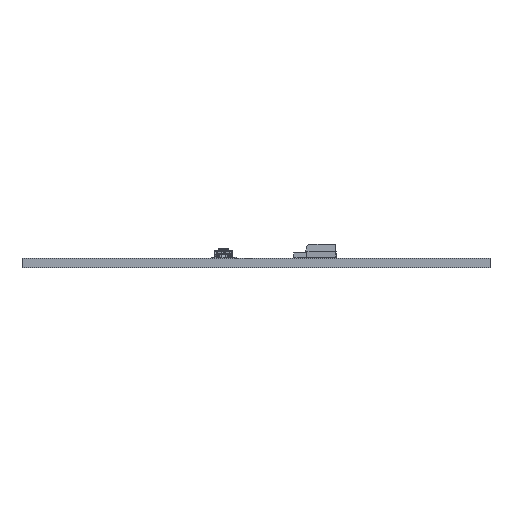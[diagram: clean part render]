
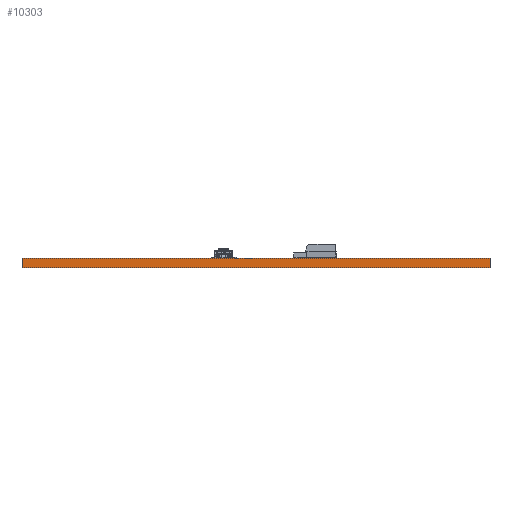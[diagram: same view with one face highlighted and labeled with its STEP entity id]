
A CAD part, front view. The second image highlights one B-rep face of the part: STEP entity #10303.
In plain terms, the highlighted planar face has unit normal (0, -1, 0).
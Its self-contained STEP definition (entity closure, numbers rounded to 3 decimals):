
#10303 = ADVANCED_FACE('',(#10304),#10338,.T.);
#10304 = FACE_BOUND('',#10305,.T.);
#10305 = EDGE_LOOP('',(#10306,#10316,#10324,#10332));
#10306 = ORIENTED_EDGE('',*,*,#10307,.T.);
#10307 = EDGE_CURVE('',#10308,#10310,#10312,.T.);
#10308 = VERTEX_POINT('',#10309);
#10309 = CARTESIAN_POINT('',(150.,-107.2,0.));
#10310 = VERTEX_POINT('',#10311);
#10311 = CARTESIAN_POINT('',(150.,-107.2,1.556));
#10312 = LINE('',#10313,#10314);
#10313 = CARTESIAN_POINT('',(150.,-107.2,0.));
#10314 = VECTOR('',#10315,1.);
#10315 = DIRECTION('',(0.,0.,1.));
#10316 = ORIENTED_EDGE('',*,*,#10317,.T.);
#10317 = EDGE_CURVE('',#10310,#10318,#10320,.T.);
#10318 = VERTEX_POINT('',#10319);
#10319 = CARTESIAN_POINT('',(75.,-107.2,1.556));
#10320 = LINE('',#10321,#10322);
#10321 = CARTESIAN_POINT('',(150.,-107.2,1.556));
#10322 = VECTOR('',#10323,1.);
#10323 = DIRECTION('',(-1.,0.,0.));
#10324 = ORIENTED_EDGE('',*,*,#10325,.F.);
#10325 = EDGE_CURVE('',#10326,#10318,#10328,.T.);
#10326 = VERTEX_POINT('',#10327);
#10327 = CARTESIAN_POINT('',(75.,-107.2,0.));
#10328 = LINE('',#10329,#10330);
#10329 = CARTESIAN_POINT('',(75.,-107.2,0.));
#10330 = VECTOR('',#10331,1.);
#10331 = DIRECTION('',(0.,0.,1.));
#10332 = ORIENTED_EDGE('',*,*,#10333,.F.);
#10333 = EDGE_CURVE('',#10308,#10326,#10334,.T.);
#10334 = LINE('',#10335,#10336);
#10335 = CARTESIAN_POINT('',(150.,-107.2,0.));
#10336 = VECTOR('',#10337,1.);
#10337 = DIRECTION('',(-1.,0.,0.));
#10338 = PLANE('',#10339);
#10339 = AXIS2_PLACEMENT_3D('',#10340,#10341,#10342);
#10340 = CARTESIAN_POINT('',(150.,-107.2,0.));
#10341 = DIRECTION('',(0.,-1.,0.));
#10342 = DIRECTION('',(-1.,0.,0.));
